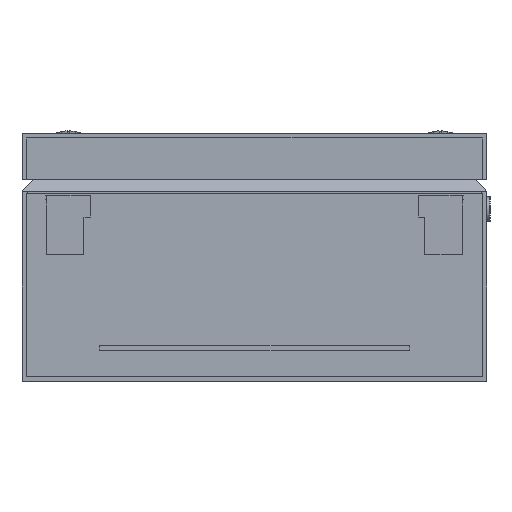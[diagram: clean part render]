
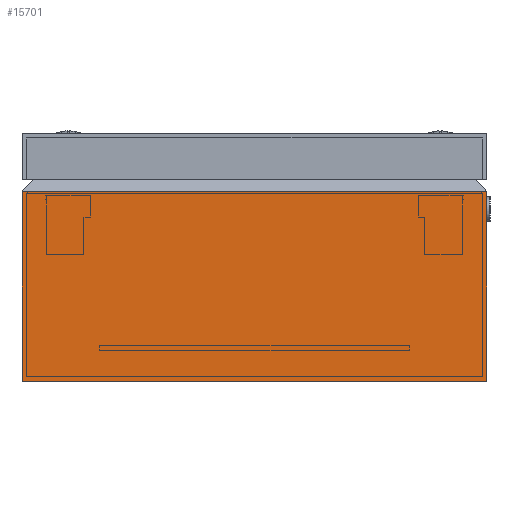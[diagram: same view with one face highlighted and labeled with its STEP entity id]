
A CAD part, left-side view. The second image highlights one B-rep face of the part: STEP entity #15701.
In plain terms, the highlighted planar face has unit normal (-1, 0, 0).
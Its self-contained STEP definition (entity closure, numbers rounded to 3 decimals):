
#2629 = DIRECTION ( 'NONE',  ( 0., 1., 0. ) ) ;
#3609 = ORIENTED_EDGE ( 'NONE', *, *, #15338, .T. ) ;
#4002 = EDGE_LOOP ( 'NONE', ( #19204, #11242, #20031, #3609 ) ) ;
#4120 = EDGE_CURVE ( 'NONE', #18475, #7741, #5878, .T. ) ;
#5878 = LINE ( 'NONE', #21224, #18957 ) ;
#5986 = DIRECTION ( 'NONE',  ( 0., 0., 1. ) ) ;
#7093 = DIRECTION ( 'NONE',  ( 0., 0., 1. ) ) ;
#7522 = EDGE_CURVE ( 'NONE', #10871, #18475, #10737, .T. ) ;
#7741 = VERTEX_POINT ( 'NONE', #16438 ) ;
#8791 = CARTESIAN_POINT ( 'NONE',  ( 0., 0., 0. ) ) ;
#8881 = CARTESIAN_POINT ( 'NONE',  ( 0., 0., 61.167 ) ) ;
#9110 = DIRECTION ( 'NONE',  ( -1., 0., 0. ) ) ;
#10737 = LINE ( 'NONE', #14333, #21710 ) ;
#10871 = VERTEX_POINT ( 'NONE', #21925 ) ;
#11242 = ORIENTED_EDGE ( 'NONE', *, *, #4120, .F. ) ;
#11854 = EDGE_CURVE ( 'NONE', #20249, #7741, #12035, .T. ) ;
#12035 = LINE ( 'NONE', #8881, #17284 ) ;
#13230 = PLANE ( 'NONE',  #16175 ) ;
#14333 = CARTESIAN_POINT ( 'NONE',  ( 0., 0., 0. ) ) ;
#15079 = CARTESIAN_POINT ( 'NONE',  ( 0., 0., 61.167 ) ) ;
#15338 = EDGE_CURVE ( 'NONE', #10871, #20249, #21078, .T. ) ;
#15373 = DIRECTION ( 'NONE',  ( 0., 1., 0. ) ) ;
#15701 = ADVANCED_FACE ( 'NONE', ( #21058 ), #13230, .T. ) ;
#16070 = CARTESIAN_POINT ( 'NONE',  ( 0., 0., 0. ) ) ;
#16175 = AXIS2_PLACEMENT_3D ( 'NONE', #16070, #9110, #20137 ) ;
#16438 = CARTESIAN_POINT ( 'NONE',  ( 0., 150., 61.167 ) ) ;
#17284 = VECTOR ( 'NONE', #15373, 1000. ) ;
#17601 = VECTOR ( 'NONE', #7093, 1000. ) ;
#18475 = VERTEX_POINT ( 'NONE', #19798 ) ;
#18957 = VECTOR ( 'NONE', #5986, 1000. ) ;
#19204 = ORIENTED_EDGE ( 'NONE', *, *, #11854, .T. ) ;
#19798 = CARTESIAN_POINT ( 'NONE',  ( 0., 150., 0. ) ) ;
#20031 = ORIENTED_EDGE ( 'NONE', *, *, #7522, .F. ) ;
#20137 = DIRECTION ( 'NONE',  ( 0., 0., 1. ) ) ;
#20249 = VERTEX_POINT ( 'NONE', #15079 ) ;
#21058 = FACE_OUTER_BOUND ( 'NONE', #4002, .T. ) ;
#21078 = LINE ( 'NONE', #8791, #17601 ) ;
#21224 = CARTESIAN_POINT ( 'NONE',  ( 0., 150., 0. ) ) ;
#21710 = VECTOR ( 'NONE', #2629, 1000. ) ;
#21925 = CARTESIAN_POINT ( 'NONE',  ( 0., 0., 0. ) ) ;
